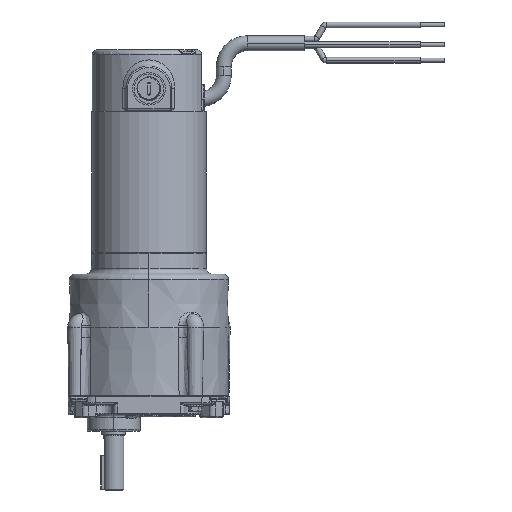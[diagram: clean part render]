
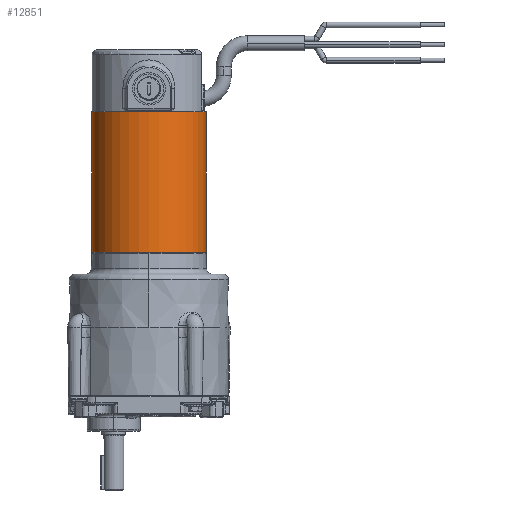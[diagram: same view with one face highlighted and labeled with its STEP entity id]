
A CAD part, left-side view. The second image highlights one B-rep face of the part: STEP entity #12851.
In plain terms, the highlighted cylindrical face has radius 30.671 mm (diameter 61.341 mm), a partial arc.
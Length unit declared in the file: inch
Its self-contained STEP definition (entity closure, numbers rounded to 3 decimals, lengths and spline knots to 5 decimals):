
#269 = CARTESIAN_POINT ( 'NONE',  ( 0., 1.2075, 0. ) ) ;
#271 = DIRECTION ( 'NONE',  ( 0., 0., -1. ) ) ;
#487 = CARTESIAN_POINT ( 'NONE',  ( 0., 0., 2.985 ) ) ;
#489 = DIRECTION ( 'NONE',  ( 0., 0., -1. ) ) ;
#491 = DIRECTION ( 'NONE',  ( 0., 1., 0. ) ) ;
#1342 = DIRECTION ( 'NONE',  ( 0., 0., -1. ) ) ;
#1367 = CARTESIAN_POINT ( 'NONE',  ( 0., -1.2075, 0. ) ) ;
#1729 = CARTESIAN_POINT ( 'NONE',  ( 0., 1.2075, 0.015 ) ) ;
#1771 = CARTESIAN_POINT ( 'NONE',  ( 0., -1.2075, 0.015 ) ) ;
#5793 = CARTESIAN_POINT ( 'NONE',  ( 0., 1.2075, 2.985 ) ) ;
#6034 = CARTESIAN_POINT ( 'NONE',  ( 0., -1.2075, 2.985 ) ) ;
#12851 = ADVANCED_FACE ( 'NONE', ( #29276 ), #29278, .T. ) ;
#19476 = EDGE_LOOP ( 'NONE', ( #52279, #52364, #52261, #52015 ) ) ;
#21942 = EDGE_CURVE ( 'NONE', #50469, #50425, #36846, .T. ) ;
#29276 = FACE_OUTER_BOUND ( 'NONE', #19476, .T. ) ;
#29278 = CYLINDRICAL_SURFACE ( 'NONE', #32393, 1.2075 ) ;
#32393 = AXIS2_PLACEMENT_3D ( 'NONE', #33540, #33548, #33552 ) ;
#33540 = CARTESIAN_POINT ( 'NONE',  ( 0., 0., 0. ) ) ;
#33548 = DIRECTION ( 'NONE',  ( 0., 0., -1. ) ) ;
#33552 = DIRECTION ( 'NONE',  ( 0., 1., 0. ) ) ;
#36293 = AXIS2_PLACEMENT_3D ( 'NONE', #49230, #49231, #49232 ) ;
#36846 = CIRCLE ( 'NONE', #36293, 1.2075 ) ;
#45580 = EDGE_CURVE ( 'NONE', #51012, #50425, #59791, .T. ) ;
#45595 = EDGE_CURVE ( 'NONE', #53285, #51012, #59807, .T. ) ;
#45702 = EDGE_CURVE ( 'NONE', #53285, #50469, #59930, .T. ) ;
#46258 = AXIS2_PLACEMENT_3D ( 'NONE', #487, #489, #491 ) ;
#49230 = CARTESIAN_POINT ( 'NONE',  ( 0., 0., 0.015 ) ) ;
#49231 = DIRECTION ( 'NONE',  ( 0., 0., -1. ) ) ;
#49232 = DIRECTION ( 'NONE',  ( 0., 1., 0. ) ) ;
#50425 = VERTEX_POINT ( 'NONE', #1729 ) ;
#50469 = VERTEX_POINT ( 'NONE', #1771 ) ;
#51012 = VERTEX_POINT ( 'NONE', #5793 ) ;
#52015 = ORIENTED_EDGE ( 'NONE', *, *, #21942, .F. ) ;
#52261 = ORIENTED_EDGE ( 'NONE', *, *, #45580, .T. ) ;
#52279 = ORIENTED_EDGE ( 'NONE', *, *, #45702, .F. ) ;
#52364 = ORIENTED_EDGE ( 'NONE', *, *, #45595, .T. ) ;
#53285 = VERTEX_POINT ( 'NONE', #6034 ) ;
#59791 = LINE ( 'NONE', #269, #59794 ) ;
#59794 = VECTOR ( 'NONE', #271, 39.37008 ) ;
#59807 = CIRCLE ( 'NONE', #46258, 1.2075 ) ;
#59930 = LINE ( 'NONE', #1367, #59932 ) ;
#59932 = VECTOR ( 'NONE', #1342, 39.37008 ) ;
